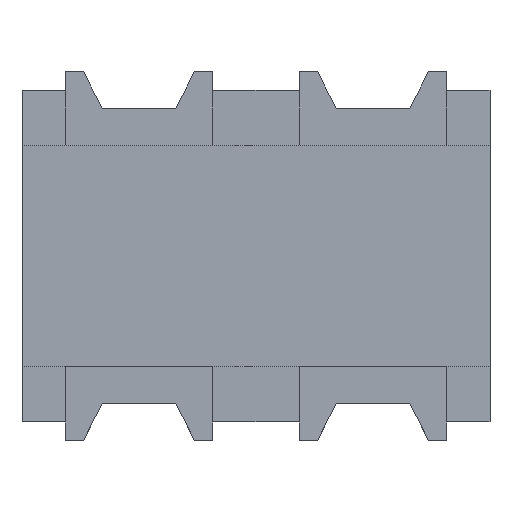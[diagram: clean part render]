
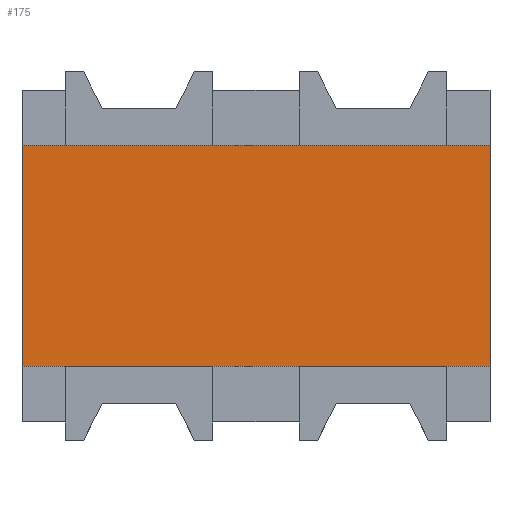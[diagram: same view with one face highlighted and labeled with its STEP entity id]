
A CAD part, top view. The second image highlights one B-rep face of the part: STEP entity #175.
In plain terms, the highlighted planar face has unit normal (0, 0, 1).
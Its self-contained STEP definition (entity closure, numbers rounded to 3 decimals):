
#175=ADVANCED_FACE('',(#271),#4019,.T.);
#271=FACE_OUTER_BOUND('',#367,.T.);
#367=EDGE_LOOP('',(#953,#954,#955,#956));
#953=ORIENTED_EDGE('',*,*,#2783,.F.);
#954=ORIENTED_EDGE('',*,*,#2780,.F.);
#955=ORIENTED_EDGE('',*,*,#2777,.F.);
#956=ORIENTED_EDGE('',*,*,#2773,.F.);
#1529=PCURVE('',#4015,#2121);
#1533=PCURVE('',#4016,#2125);
#1537=PCURVE('',#4017,#2129);
#1541=PCURVE('',#4018,#2133);
#1545=PCURVE('',#4019,#2137);
#1546=PCURVE('',#4019,#2138);
#1547=PCURVE('',#4019,#2139);
#1548=PCURVE('',#4019,#2140);
#2121=DEFINITIONAL_REPRESENTATION('',(#3662),#6456);
#2125=DEFINITIONAL_REPRESENTATION('',(#3670),#6456);
#2129=DEFINITIONAL_REPRESENTATION('',(#3677),#6456);
#2133=DEFINITIONAL_REPRESENTATION('',(#3684),#6456);
#2137=DEFINITIONAL_REPRESENTATION('',(#3689),#6456);
#2138=DEFINITIONAL_REPRESENTATION('',(#3690),#6456);
#2139=DEFINITIONAL_REPRESENTATION('',(#3691),#6456);
#2140=DEFINITIONAL_REPRESENTATION('',(#3692),#6456);
#2453=SURFACE_CURVE('',#3661,(#1529,#1548),.PCURVE_S1.);
#2457=SURFACE_CURVE('',#3669,(#1533,#1547),.PCURVE_S1.);
#2460=SURFACE_CURVE('',#3676,(#1537,#1546),.PCURVE_S1.);
#2463=SURFACE_CURVE('',#3683,(#1541,#1545),.PCURVE_S1.);
#2773=EDGE_CURVE('',#3921,#3922,#2453,.T.);
#2777=EDGE_CURVE('',#3922,#3925,#2457,.T.);
#2780=EDGE_CURVE('',#3925,#3927,#2460,.T.);
#2783=EDGE_CURVE('',#3927,#3921,#2463,.T.);
#3661=B_SPLINE_CURVE_WITH_KNOTS('',1,(#6382,#6383),.UNSPECIFIED.,.F.,.F.,
(2,2),(0.,1.2),.UNSPECIFIED.);
#3662=B_SPLINE_CURVE_WITH_KNOTS('',1,(#6384,#6385),.UNSPECIFIED.,.F.,.F.,
(2,2),(0.,1.2),.UNSPECIFIED.);
#3669=B_SPLINE_CURVE_WITH_KNOTS('',1,(#6398,#6399),.UNSPECIFIED.,.F.,.F.,
(2,2),(1.2,3.27),.UNSPECIFIED.);
#3670=B_SPLINE_CURVE_WITH_KNOTS('',1,(#6400,#6401),.UNSPECIFIED.,.F.,.F.,
(2,2),(1.2,3.27),.UNSPECIFIED.);
#3676=B_SPLINE_CURVE_WITH_KNOTS('',1,(#6412,#6413),.UNSPECIFIED.,.F.,.F.,
(2,2),(3.27,4.47),.UNSPECIFIED.);
#3677=B_SPLINE_CURVE_WITH_KNOTS('',1,(#6414,#6415),.UNSPECIFIED.,.F.,.F.,
(2,2),(3.27,4.47),.UNSPECIFIED.);
#3683=B_SPLINE_CURVE_WITH_KNOTS('',1,(#6426,#6427),.UNSPECIFIED.,.F.,.F.,
(2,2),(4.47,6.54),.UNSPECIFIED.);
#3684=B_SPLINE_CURVE_WITH_KNOTS('',1,(#6428,#6429),.UNSPECIFIED.,.F.,.F.,
(2,2),(4.47,6.54),.UNSPECIFIED.);
#3689=B_SPLINE_CURVE_WITH_KNOTS('',1,(#6438,#6439),.UNSPECIFIED.,.F.,.F.,
(2,2),(4.47,6.54),.UNSPECIFIED.);
#3690=B_SPLINE_CURVE_WITH_KNOTS('',1,(#6440,#6441),.UNSPECIFIED.,.F.,.F.,
(2,2),(3.27,4.47),.UNSPECIFIED.);
#3691=B_SPLINE_CURVE_WITH_KNOTS('',1,(#6442,#6443),.UNSPECIFIED.,.F.,.F.,
(2,2),(1.2,3.27),.UNSPECIFIED.);
#3692=B_SPLINE_CURVE_WITH_KNOTS('',1,(#6444,#6445),.UNSPECIFIED.,.F.,.F.,
(2,2),(0.,1.2),.UNSPECIFIED.);
#3921=VERTEX_POINT('',#6374);
#3922=VERTEX_POINT('',#6375);
#3925=VERTEX_POINT('',#6378);
#3927=VERTEX_POINT('',#6380);
#4015=PLANE('',#4127);
#4016=PLANE('',#4128);
#4017=PLANE('',#4129);
#4018=PLANE('',#4130);
#4019=PLANE('',#4131);
#4127=AXIS2_PLACEMENT_3D('',#6368,#4223,$);
#4128=AXIS2_PLACEMENT_3D('',#6369,#4224,$);
#4129=AXIS2_PLACEMENT_3D('',#6370,#4225,$);
#4130=AXIS2_PLACEMENT_3D('',#6371,#4226,$);
#4131=AXIS2_PLACEMENT_3D('',#6372,#4227,$);
#4223=DIRECTION('',(-1.,0.,0.));
#4224=DIRECTION('',(0.,1.,0.));
#4225=DIRECTION('',(1.,0.,0.));
#4226=DIRECTION('',(0.,-1.,0.));
#4227=DIRECTION('',(0.,0.,1.));
#6368=CARTESIAN_POINT('',(-1.27,-0.6,0.635));
#6369=CARTESIAN_POINT('',(-1.27,0.6,0.635));
#6370=CARTESIAN_POINT('',(1.27,0.6,0.635));
#6371=CARTESIAN_POINT('',(1.27,-0.6,0.635));
#6372=CARTESIAN_POINT('',(-1.27,-0.6,0.635));
#6374=CARTESIAN_POINT('',(-1.27,-0.6,0.635));
#6375=CARTESIAN_POINT('',(-1.27,0.6,0.635));
#6378=CARTESIAN_POINT('',(1.27,0.6,0.635));
#6380=CARTESIAN_POINT('',(1.27,-0.6,0.635));
#6382=CARTESIAN_POINT('',(-1.27,-0.6,0.635));
#6383=CARTESIAN_POINT('',(-1.27,0.6,0.635));
#6384=CARTESIAN_POINT('',(0.,0.));
#6385=CARTESIAN_POINT('',(1.2,0.));
#6398=CARTESIAN_POINT('',(-1.27,0.6,0.635));
#6399=CARTESIAN_POINT('',(1.27,0.6,0.635));
#6400=CARTESIAN_POINT('',(1.2,0.));
#6401=CARTESIAN_POINT('',(3.27,0.));
#6412=CARTESIAN_POINT('',(1.27,0.6,0.635));
#6413=CARTESIAN_POINT('',(1.27,-0.6,0.635));
#6414=CARTESIAN_POINT('',(3.27,0.));
#6415=CARTESIAN_POINT('',(4.47,0.));
#6426=CARTESIAN_POINT('',(1.27,-0.6,0.635));
#6427=CARTESIAN_POINT('',(-1.27,-0.6,0.635));
#6428=CARTESIAN_POINT('',(4.47,0.));
#6429=CARTESIAN_POINT('',(6.54,0.));
#6438=CARTESIAN_POINT('',(2.54,0.));
#6439=CARTESIAN_POINT('',(0.,0.));
#6440=CARTESIAN_POINT('',(2.54,1.2));
#6441=CARTESIAN_POINT('',(2.54,0.));
#6442=CARTESIAN_POINT('',(0.,1.2));
#6443=CARTESIAN_POINT('',(2.54,1.2));
#6444=CARTESIAN_POINT('',(0.,0.));
#6445=CARTESIAN_POINT('',(0.,1.2));
#6456=(
GEOMETRIC_REPRESENTATION_CONTEXT(2)
PARAMETRIC_REPRESENTATION_CONTEXT()
REPRESENTATION_CONTEXT('pspace','')
);
